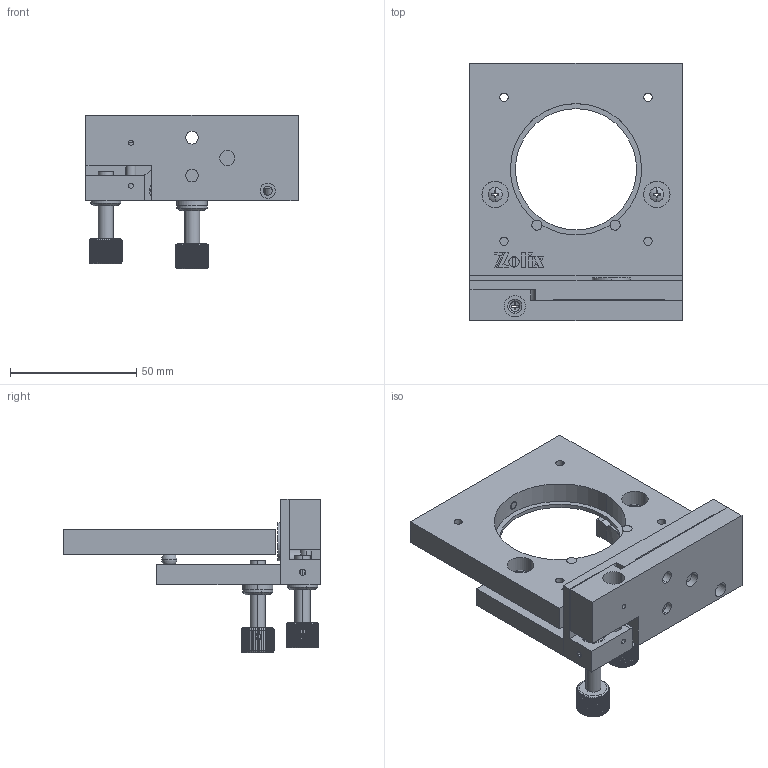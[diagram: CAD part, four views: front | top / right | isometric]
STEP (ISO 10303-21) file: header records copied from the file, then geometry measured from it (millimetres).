
FILE_DESCRIPTION (( 'STEP AP203' ), '1' );
FILE_NAME ('OMMB50-2BT.STEP', '2019-05-10T07:40:05', ( 'User' ), ( 'User' ), 'SwSTEP 2.0', 'SolidWorks 2016', '' );
FILE_SCHEMA (( 'CONFIG_CONTROL_DESIGN' ));
Length unit declared in the file: millimetre
Products named in the file (1): OMMB50-2BT
Bounding box: 84 x 102 x 61 mm (x, y, z)
Surface area: 43747.5 mm2 (no closed solid volume)
Topology: 0 solids, 38 shells, 572 faces, 2011 edges, 1459 vertices
Faces by surface type: plane 333, cylinder 195, cone 22, sphere 14, torus 8
Entity records: 23460 total; most frequent: CARTESIAN_POINT 6821, ORIENTED_EDGE 3424, DIRECTION 3188, EDGE_CURVE 1995, VERTEX_POINT 1453, AXIS2_PLACEMENT_3D 1130, LINE 928, VECTOR 928
